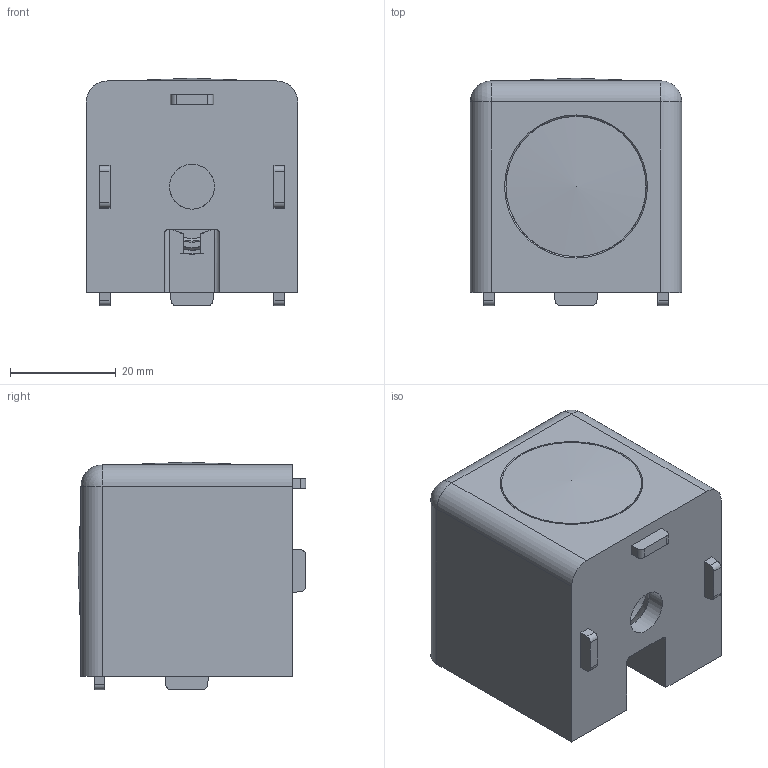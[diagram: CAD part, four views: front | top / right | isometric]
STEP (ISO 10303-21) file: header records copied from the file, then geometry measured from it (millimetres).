
FILE_DESCRIPTION( ( 'STEP AP203' ), '1' );
FILE_NAME( '093WW405N08R.stp', '2021-11-22T12:27:54', ( 'License CC BY-ND 4.0' ), ( 'CADENAS' ), ' ', 'PARTsolutions', ' ' );
FILE_SCHEMA( ( 'CONFIG_CONTROL_DESIGN' ) );
Length unit declared in the file: millimetre
Products named in the file (3): 093WW405N08R; _093WW405N08R_body; _093WW405N08R_cap
Assembly tree (3 placements, depth 2):
  093WW405N08R
    _093WW405N08R_body
    _093WW405N08R_cap  x2
Bounding box: 40 x 43 x 43 mm (x, y, z)
Volume: 44696.9 mm3; surface area: 15943.8 mm2
Topology: 3 solids, 3 shells, 127 faces, 340 edges, 219 vertices
Faces by surface type: plane 44, cylinder 41, cone 20, torus 16, sphere 6
Full cylindrical faces by diameter (mm): 8.5 x2, 24 x2, 26.5 x2
Entity records: 3490 total; most frequent: CARTESIAN_POINT 904, DIRECTION 522, ORIENTED_EDGE 500, EDGE_CURVE 250, AXIS2_PLACEMENT_3D 200, VERTEX_POINT 170, EDGE_LOOP 127, LINE 122
